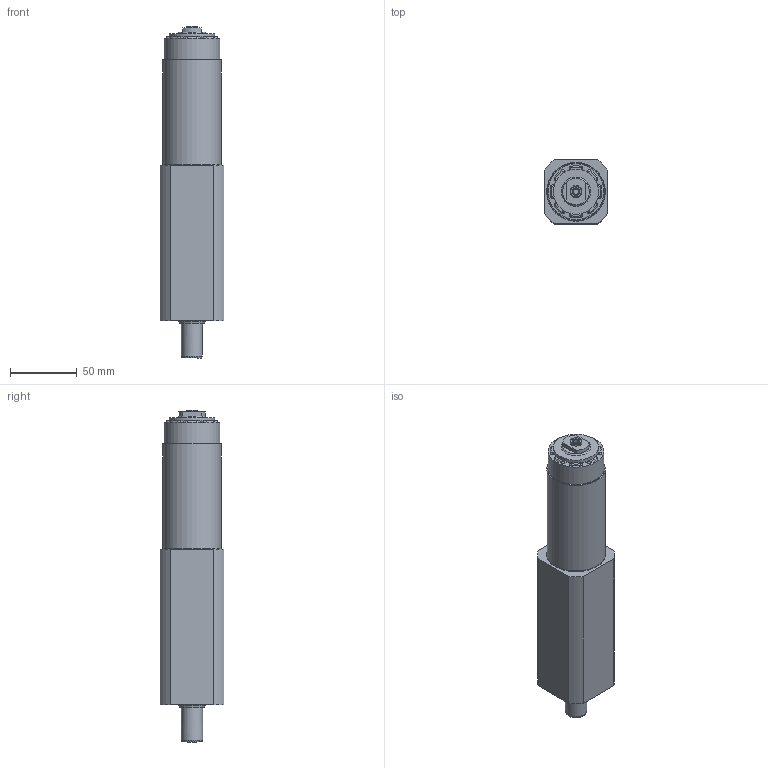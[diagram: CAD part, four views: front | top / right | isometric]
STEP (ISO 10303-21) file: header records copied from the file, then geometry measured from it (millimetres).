
FILE_DESCRIPTION(/* description */ (''),/* implementation_level */ '2;1');
FILE_NAME(/* name */ 'PGD024-SEx-3-Stage v1.step',/* time_stamp */ '2023-05-05T15:26:23-04:00',/* author */ (''),/* organization */ (''),/* preprocessor_version */ 'ST-DEVELOPER v19.2',/* originating_system */ 'Autodesk Translation Framework v12.4.0.73',/* authorisation */ '');
FILE_SCHEMA (('AUTOMOTIVE_DESIGN { 1 0 10303 214 3 1 1 }'));
Length unit declared in the file: millimetre
Products named in the file (1): PGD024-SEx-3-Stage
Bounding box: 48 x 48 x 249.6 mm (x, y, z)
Volume: 408279.6 mm3; surface area: 41872.8 mm2
Topology: 2 solids, 2 shells, 124 faces, 306 edges, 196 vertices
Faces by surface type: cylinder 39, plane 39, torus 20, bspline 16, cone 10
Full cylindrical faces by diameter (mm): 4.2 x4, 4.6 x2, 5 x1, 6.9 x1, 7 x1, 9 x1, 16 x1, 20 x1, 34 x1, 42 x1, 44 x1, 44.1 x1
Entity records: 3998 total; most frequent: CARTESIAN_POINT 979, DIRECTION 676, ORIENTED_EDGE 602, EDGE_CURVE 301, AXIS2_PLACEMENT_3D 285, VERTEX_POINT 196, CIRCLE 176, EDGE_LOOP 141
